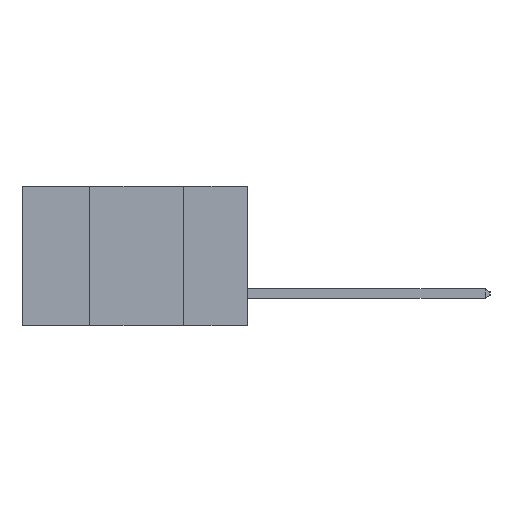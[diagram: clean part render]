
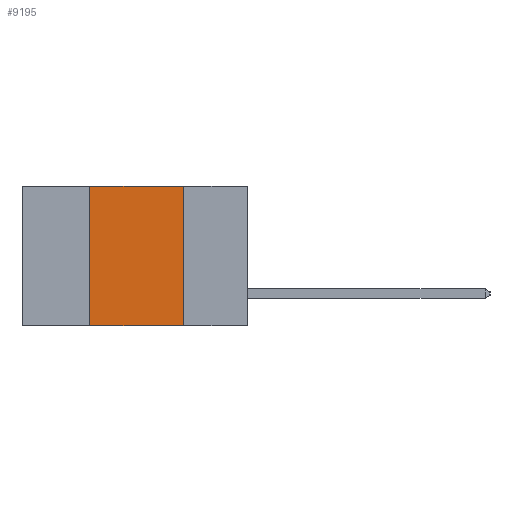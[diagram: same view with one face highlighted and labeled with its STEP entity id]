
A CAD part, left-side view. The second image highlights one B-rep face of the part: STEP entity #9195.
In plain terms, the highlighted planar face has unit normal (-1, 0, 0).
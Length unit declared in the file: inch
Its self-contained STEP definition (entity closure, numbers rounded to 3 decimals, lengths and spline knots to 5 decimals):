
#383 = VERTEX_POINT ( 'NONE', #4340 ) ;
#1882 = CARTESIAN_POINT ( 'NONE',  ( 0., 0.17, -0.37 ) ) ;
#2201 = LINE ( 'NONE', #3830, #10907 ) ;
#2353 = EDGE_CURVE ( 'NONE', #383, #7012, #11830, .T. ) ;
#2420 = VECTOR ( 'NONE', #14263, 39.37008 ) ;
#2701 = DIRECTION ( 'NONE',  ( 0., -1., 0. ) ) ;
#3510 = AXIS2_PLACEMENT_3D ( 'NONE', #8736, #10965, #4135 ) ;
#3771 = VERTEX_POINT ( 'NONE', #11089 ) ;
#3830 = CARTESIAN_POINT ( 'NONE',  ( 0., 0.6, 0. ) ) ;
#3856 = EDGE_CURVE ( 'NONE', #383, #12640, #5921, .T. ) ;
#4022 = ORIENTED_EDGE ( 'NONE', *, *, #13237, .F. ) ;
#4135 = DIRECTION ( 'NONE',  ( 0., 0., -1. ) ) ;
#4340 = CARTESIAN_POINT ( 'NONE',  ( 0., 0.42, -0.37 ) ) ;
#4999 = CARTESIAN_POINT ( 'NONE',  ( 0., 0.17, -0.37 ) ) ;
#5921 = LINE ( 'NONE', #6993, #14433 ) ;
#6009 = LINE ( 'NONE', #1882, #8394 ) ;
#6389 = PLANE ( 'NONE',  #3510 ) ;
#6920 = DIRECTION ( 'NONE',  ( 0., -1., 0. ) ) ;
#6993 = CARTESIAN_POINT ( 'NONE',  ( 0., 0.6, -0.37 ) ) ;
#7012 = VERTEX_POINT ( 'NONE', #8745 ) ;
#7309 = FACE_OUTER_BOUND ( 'NONE', #12992, .T. ) ;
#7737 = CARTESIAN_POINT ( 'NONE',  ( 0., 0.42, -0.37 ) ) ;
#8394 = VECTOR ( 'NONE', #10964, 39.37008 ) ;
#8736 = CARTESIAN_POINT ( 'NONE',  ( 0., 0.6, 0. ) ) ;
#8745 = CARTESIAN_POINT ( 'NONE',  ( 0., 0.42, 0. ) ) ;
#9195 = ADVANCED_FACE ( 'NONE', ( #7309 ), #6389, .F. ) ;
#10201 = ORIENTED_EDGE ( 'NONE', *, *, #3856, .T. ) ;
#10457 = ORIENTED_EDGE ( 'NONE', *, *, #11030, .F. ) ;
#10907 = VECTOR ( 'NONE', #2701, 39.37008 ) ;
#10964 = DIRECTION ( 'NONE',  ( 0., 0., -1. ) ) ;
#10965 = DIRECTION ( 'NONE',  ( 1., 0., 0. ) ) ;
#11030 = EDGE_CURVE ( 'NONE', #3771, #12640, #6009, .T. ) ;
#11089 = CARTESIAN_POINT ( 'NONE',  ( 0., 0.17, 0. ) ) ;
#11830 = LINE ( 'NONE', #7737, #2420 ) ;
#12640 = VERTEX_POINT ( 'NONE', #4999 ) ;
#12992 = EDGE_LOOP ( 'NONE', ( #10457, #4022, #13590, #10201 ) ) ;
#13237 = EDGE_CURVE ( 'NONE', #7012, #3771, #2201, .T. ) ;
#13590 = ORIENTED_EDGE ( 'NONE', *, *, #2353, .F. ) ;
#14263 = DIRECTION ( 'NONE',  ( 0., 0., 1. ) ) ;
#14433 = VECTOR ( 'NONE', #6920, 39.37008 ) ;
